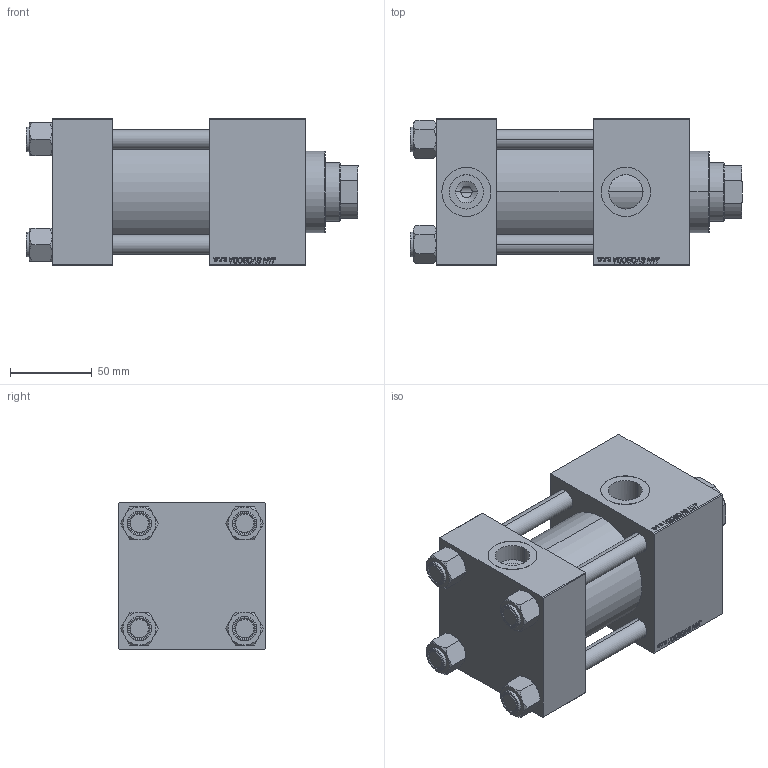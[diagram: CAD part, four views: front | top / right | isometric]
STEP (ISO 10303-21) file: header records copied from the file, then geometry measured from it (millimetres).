
FILE_DESCRIPTION (( 'STEP AP203' ), '1' );
FILE_NAME ('49a4.STEP', '2024-01-02T10:26:28', ( '' ), ( '' ), 'SwSTEP 2.0', 'SolidWorks 2019', '' );
FILE_SCHEMA (( 'CONFIG_CONTROL_DESIGN' ));
Length unit declared in the file: millimetre
Products named in the file (6): NUT_M5_V215CD_C f241e76bb8e5bfdcfe1c4848058c9ad9; V215CD_C_TYCINKA f241e76bb8e5bfdcfe1c4848058c9ad9; V215CD_VCP_C f241e76bb8e5bfdcfe1c4848058c9ad9; V215CD_Body_C f241e76bb8e5bfdcfe1c4848058c9ad9; V215CD_VC_C f241e76bb8e5bfdcfe1c4848058c9ad9; 49a4
Assembly tree (11 placements, depth 2):
  49a4
    V215CD_Body_C f241e76bb8e5bfdcfe1c4848058c9ad9
    V215CD_VC_C f241e76bb8e5bfdcfe1c4848058c9ad9
    V215CD_VCP_C f241e76bb8e5bfdcfe1c4848058c9ad9
    V215CD_C_TYCINKA f241e76bb8e5bfdcfe1c4848058c9ad9  x4
    NUT_M5_V215CD_C f241e76bb8e5bfdcfe1c4848058c9ad9  x4
Bounding box: 203 x 90 x 90 mm (x, y, z)
Volume: 967955.5 mm3; surface area: 184232.8 mm2
Topology: 11 solids, 11 shells, 1148 faces, 2877 edges, 1867 vertices
Faces by surface type: plane 526, bspline 392, cone 136, cylinder 86, torus 8
Entity records: 50235 total; most frequent: CARTESIAN_POINT 27123, ORIENTED_EDGE 5246, DIRECTION 3301, EDGE_CURVE 2623, VERTEX_POINT 1723, LINE 1591, VECTOR 1591, EDGE_LOOP 1156
